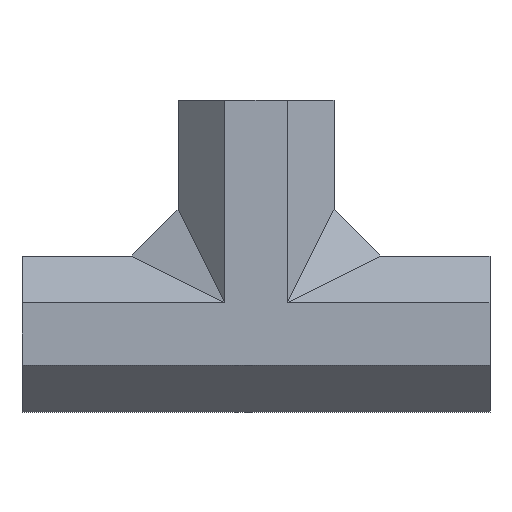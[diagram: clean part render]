
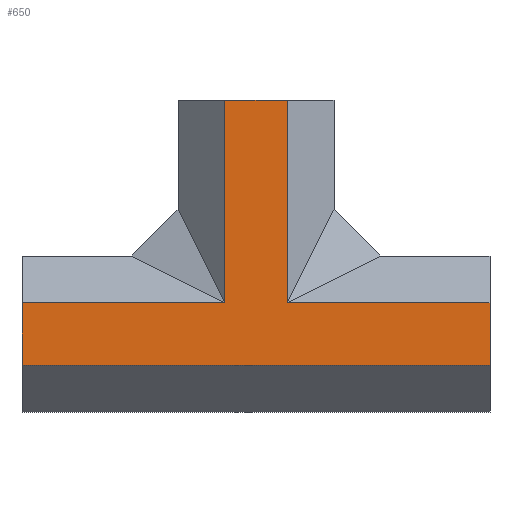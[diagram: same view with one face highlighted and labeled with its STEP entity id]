
A CAD part, front view. The second image highlights one B-rep face of the part: STEP entity #650.
In plain terms, the highlighted planar face has unit normal (0, -1, 0).
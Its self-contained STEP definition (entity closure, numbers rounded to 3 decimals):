
#38=PLANE('',#713);
#70=FACE_OUTER_BOUND('',#110,.T.);
#110=EDGE_LOOP('',(#528,#529,#530,#531,#532,#533,#534,#535));
#136=LINE('',#954,#208);
#145=LINE('',#983,#217);
#156=LINE('',#1012,#228);
#171=LINE('',#1042,#243);
#174=LINE('',#1047,#246);
#176=LINE('',#1052,#248);
#177=LINE('',#1053,#249);
#178=LINE('',#1054,#250);
#208=VECTOR('',#760,10.);
#217=VECTOR('',#787,10.);
#228=VECTOR('',#808,10.);
#243=VECTOR('',#837,10.);
#246=VECTOR('',#844,10.);
#248=VECTOR('',#850,10.);
#249=VECTOR('',#851,10.);
#250=VECTOR('',#852,10.);
#299=VERTEX_POINT('',#951);
#300=VERTEX_POINT('',#953);
#310=VERTEX_POINT('',#980);
#311=VERTEX_POINT('',#982);
#323=VERTEX_POINT('',#1009);
#324=VERTEX_POINT('',#1011);
#330=VERTEX_POINT('',#1034);
#333=VERTEX_POINT('',#1051);
#357=EDGE_CURVE('',#299,#300,#136,.T.);
#371=EDGE_CURVE('',#311,#310,#145,.T.);
#385=EDGE_CURVE('',#323,#324,#156,.T.);
#401=EDGE_CURVE('',#330,#310,#171,.T.);
#404=EDGE_CURVE('',#300,#330,#174,.T.);
#406=EDGE_CURVE('',#333,#299,#176,.T.);
#407=EDGE_CURVE('',#324,#333,#177,.T.);
#408=EDGE_CURVE('',#311,#323,#178,.T.);
#528=ORIENTED_EDGE('',*,*,#401,.F.);
#529=ORIENTED_EDGE('',*,*,#404,.F.);
#530=ORIENTED_EDGE('',*,*,#357,.F.);
#531=ORIENTED_EDGE('',*,*,#406,.F.);
#532=ORIENTED_EDGE('',*,*,#407,.F.);
#533=ORIENTED_EDGE('',*,*,#385,.F.);
#534=ORIENTED_EDGE('',*,*,#408,.F.);
#535=ORIENTED_EDGE('',*,*,#371,.T.);
#650=ADVANCED_FACE('',(#70),#38,.T.);
#713=AXIS2_PLACEMENT_3D('',#1050,#848,#849);
#760=DIRECTION('',(1.,0.,0.));
#787=DIRECTION('',(0.,0.,1.));
#808=DIRECTION('',(0.,0.,1.));
#837=DIRECTION('',(1.,0.,0.));
#844=DIRECTION('',(0.,0.,-1.));
#848=DIRECTION('center_axis',(0.,-1.,0.));
#849=DIRECTION('ref_axis',(1.,0.,0.));
#850=DIRECTION('',(0.,0.,1.));
#851=DIRECTION('',(1.,0.,0.));
#852=DIRECTION('',(-1.,0.,0.));
#951=CARTESIAN_POINT('',(-2.,-5.,20.));
#953=CARTESIAN_POINT('',(2.,-5.,20.));
#954=CARTESIAN_POINT('',(5.,-5.,20.));
#980=CARTESIAN_POINT('',(15.,-5.,7.));
#982=CARTESIAN_POINT('',(15.,-5.,3.));
#983=CARTESIAN_POINT('',(15.,-5.,0.));
#1009=CARTESIAN_POINT('',(-15.,-5.,3.));
#1011=CARTESIAN_POINT('',(-15.,-5.,7.));
#1012=CARTESIAN_POINT('',(-15.,-5.,0.));
#1034=CARTESIAN_POINT('',(2.,-5.,7.));
#1042=CARTESIAN_POINT('',(-7.5,-5.,7.));
#1047=CARTESIAN_POINT('',(2.,-5.,5.));
#1050=CARTESIAN_POINT('Origin',(-15.,-5.,0.));
#1051=CARTESIAN_POINT('',(-2.,-5.,7.));
#1052=CARTESIAN_POINT('',(-2.,-5.,5.));
#1053=CARTESIAN_POINT('',(-7.5,-5.,7.));
#1054=CARTESIAN_POINT('',(-7.5,-5.,3.));
